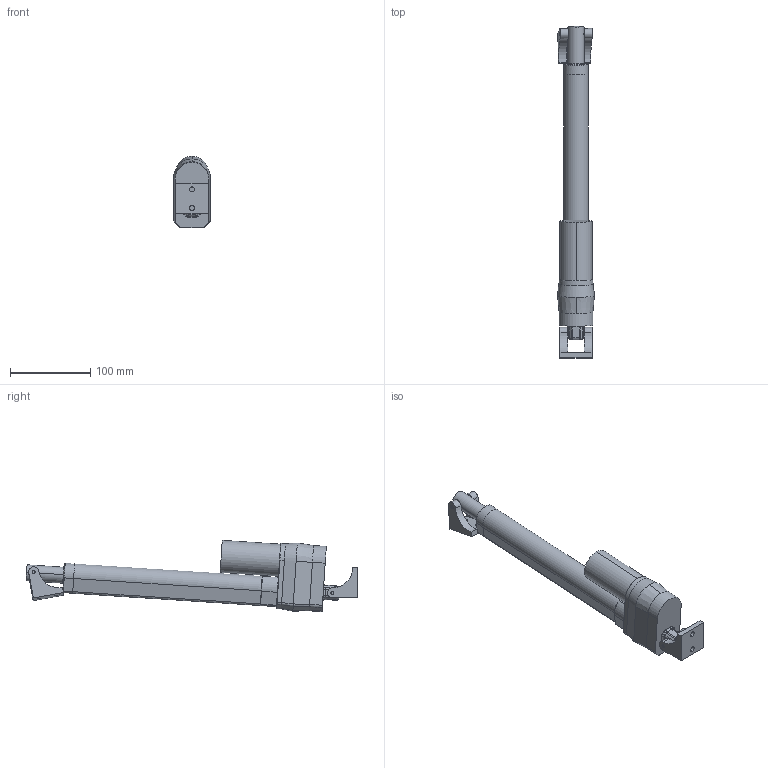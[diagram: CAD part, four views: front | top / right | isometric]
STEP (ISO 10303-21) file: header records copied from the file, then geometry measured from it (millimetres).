
FILE_DESCRIPTION (( 'STEP AP203' ), '1' );
FILE_NAME ('_test - w-celvis.STEP', '2012-08-07T08:44:22', ( 'Verislav' ), ( '' ), 'SwSTEP 2.0', 'SolidWorks 2011', '' );
FILE_SCHEMA (( 'CONFIG_CONTROL_DESIGN' ));
Length unit declared in the file: inch
Products named in the file (10): _test - w-celvis; Celvis w-bolt; Shoulder Bolt .25 x  1 - 10-24_SHSSCREW 0.25x1-N; HDA Clevis Mount; HDA-8-2; HDA-STROKE_8IN; HDA-CAP-SEAL; HDA-SHROUD-CAP; HDA-SHROUD_8IN; HDA-BASE
Assembly tree (10 placements, depth 3):
  _test - w-celvis
    Celvis w-bolt  x2
      HDA Clevis Mount
      Shoulder Bolt .25 x  1 - 10-24_SHSSCREW 0.25x1-N
    HDA-8-2
      HDA-STROKE_8IN
      HDA-CAP-SEAL
      HDA-SHROUD_8IN
      HDA-BASE
      HDA-SHROUD-CAP
Bounding box: 45.47 x 412.52 x 88.54 mm (x, y, z)
Volume: 640451.7 mm3; surface area: 99036.3 mm2
Topology: 9 solids, 9 shells, 351 faces, 806 edges, 464 vertices
Faces by surface type: cylinder 147, plane 106, torus 54, cone 22, sphere 16, bspline 6
Entity records: 9715 total; most frequent: CARTESIAN_POINT 2079, DIRECTION 1505, ORIENTED_EDGE 1292, EDGE_CURVE 646, AXIS2_PLACEMENT_3D 609, VERTEX_POINT 379, CIRCLE 312, EDGE_LOOP 311
